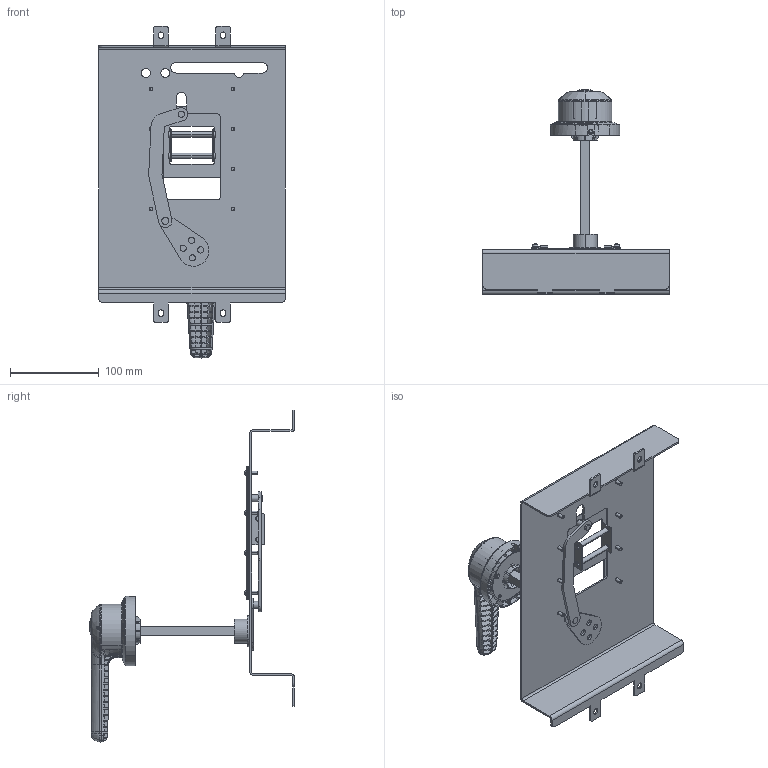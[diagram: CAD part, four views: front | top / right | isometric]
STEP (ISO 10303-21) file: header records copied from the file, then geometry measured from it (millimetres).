
FILE_DESCRIPTION((''),'2;1');
FILE_NAME('ERH-M7-V01_ASM','2022-12-01T15:08:03',('cjunsong'),(''),'CREO PARAMETRIC BY PTC INC, 2020044','CREO PARAMETRIC BY PTC INC, 2020044','');
FILE_SCHEMA(('CONFIG_CONTROL_DESIGN','SHAPE_APPEARANCE_LAYERS_GROUPS'));
Products named in the file (28): 000; 00; 0; SP110019; SHOUCAO125_1_11_1; SHOUCAO125_1_1_1; 8ZTD2061560_3_1; SHOUCAO125_1_2_1; _20_3_1; BM4X12_GBT809_SOLID_1-99_1; BM4X12_GBT809_SOLID_1-100_2; SHOUCAO125_1_3_1; SHOUCAO125_1_4_1; SHOUCAO125_1_5_1; SHOUCAO125_1_6_1; SHOUCAO125_1_7_1; SHOUCAO125_1_8_1; SHOUCAO125_1_9_1; JIZHUOLUOMU_SOLID_1-108_1; JIZHUOLUOMU_SOLID_1-109_1; SHOUCAO125_1_10_2; SHOUCAO125_1_ASM_2_ASM; SHOUCAO125_ASM_3_ASM; NXM-1000-16000001_ASM; ERH-M7-V01_ASM
Assembly tree (36 placements, depth 5):
  ERH-M7-V01_ASM
    000
    00
    00
    00
    0  x2
    00  x2
    SP110019  x8
    NXM-1000-16000001_ASM
      SHOUCAO125_ASM_3_ASM
        SHOUCAO125_1_ASM_2_ASM
          SHOUCAO125_1_11_1
          SHOUCAO125_1_1_1
          8ZTD2061560_3_1
          SHOUCAO125_1_2_1
          _20_3_1
          BM4X12_GBT809_SOLID_1-99_1
          BM4X12_GBT809_SOLID_1-100_2
          SHOUCAO125_1_3_1
          SHOUCAO125_1_4_1
          SHOUCAO125_1_5_1
          SHOUCAO125_1_6_1
          SHOUCAO125_1_7_1
          SHOUCAO125_1_8_1
          SHOUCAO125_1_9_1
          JIZHUOLUOMU_SOLID_1-108_1
          JIZHUOLUOMU_SOLID_1-109_1
          SHOUCAO125_1_10_2
Bounding box: 210 x 230.55 x 373.99 mm (x, y, z)
Volume: 294915.4 mm3; surface area: 304647.3 mm2
Topology: 33 solids, 43 shells, 2646 faces, 7311 edges, 4863 vertices
Faces by surface type: plane 1374, cylinder 691, bspline 352, cone 116, extrusion 72, sphere 22, torus 19
Entity records: 95863 total; most frequent: CARTESIAN_POINT 37940, ORIENTED_EDGE 12982, DIRECTION 10372, EDGE_CURVE 6493, VERTEX_POINT 4344, AXIS2_PLACEMENT_3D 3559, VECTOR 3254, LINE 3182
